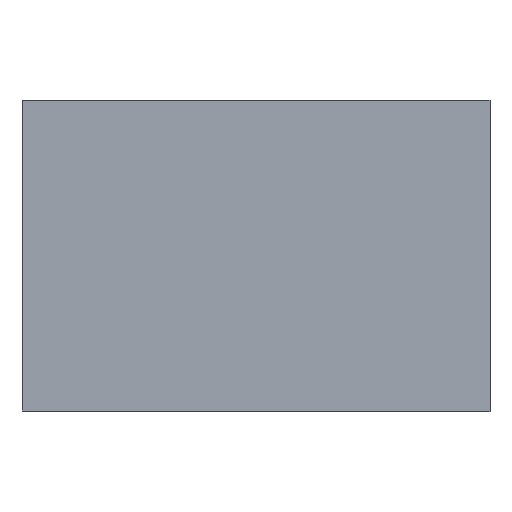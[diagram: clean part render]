
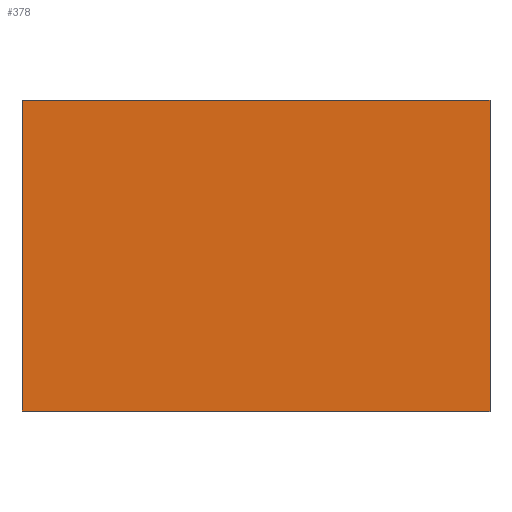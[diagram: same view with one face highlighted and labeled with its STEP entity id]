
A CAD part, top view. The second image highlights one B-rep face of the part: STEP entity #378.
In plain terms, the highlighted planar face has unit normal (0, 0, 1).
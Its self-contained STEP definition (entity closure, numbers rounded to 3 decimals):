
#244=CARTESIAN_POINT('',(6.1,5.85,10.7));
#245=VERTEX_POINT('',#244);
#246=CARTESIAN_POINT('',(6.1,-2.25,10.7));
#247=VERTEX_POINT('',#246);
#248=CARTESIAN_POINT('',(6.1,5.85,10.7));
#249=DIRECTION('',(0.0,-1.0,0.0));
#250=VECTOR('',#249,8.1);
#251=LINE('',#248,#250);
#252=EDGE_CURVE('',#245,#247,#251,.T.);
#284=CARTESIAN_POINT('',(-6.1,-2.25,10.7));
#285=VERTEX_POINT('',#284);
#286=CARTESIAN_POINT('',(6.1,-2.25,10.7));
#287=DIRECTION('',(-1.0,0.0,0.0));
#288=VECTOR('',#287,12.2);
#289=LINE('',#286,#288);
#290=EDGE_CURVE('',#247,#285,#289,.T.);
#319=CARTESIAN_POINT('',(-6.1,5.85,10.7));
#320=VERTEX_POINT('',#319);
#321=CARTESIAN_POINT('',(-6.1,-2.25,10.7));
#322=DIRECTION('',(0.0,1.0,0.0));
#323=VECTOR('',#322,8.1);
#324=LINE('',#321,#323);
#325=EDGE_CURVE('',#285,#320,#324,.T.);
#350=CARTESIAN_POINT('',(-6.1,5.85,10.7));
#351=DIRECTION('',(1.0,0.0,0.0));
#352=VECTOR('',#351,12.2);
#353=LINE('',#350,#352);
#354=EDGE_CURVE('',#320,#245,#353,.T.);
#367=CARTESIAN_POINT('',(0.,1.8,10.7));
#368=DIRECTION('',(0.0,0.0,1.0));
#369=DIRECTION('',(1.0,0.0,0.0));
#370=AXIS2_PLACEMENT_3D('',#367,#368,#369);
#371=PLANE('',#370);
#372=ORIENTED_EDGE('',*,*,#252,.F.);
#373=ORIENTED_EDGE('',*,*,#354,.F.);
#374=ORIENTED_EDGE('',*,*,#325,.F.);
#375=ORIENTED_EDGE('',*,*,#290,.F.);
#376=EDGE_LOOP('',(#372,#373,#374,#375));
#377=FACE_OUTER_BOUND('',#376,.T.);
#378=ADVANCED_FACE('',(#377),#371,.T.);
